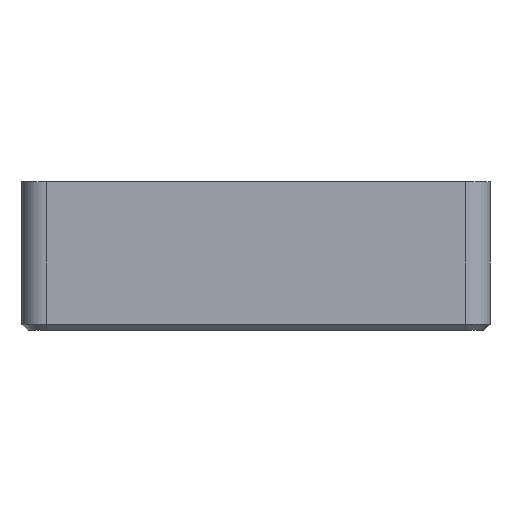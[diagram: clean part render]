
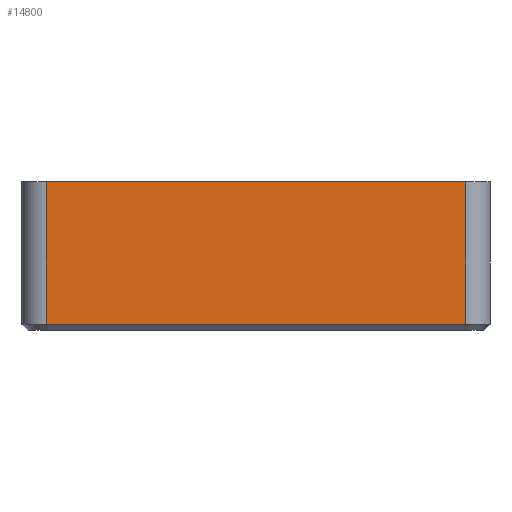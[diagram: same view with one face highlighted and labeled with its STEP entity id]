
A CAD part, front view. The second image highlights one B-rep face of the part: STEP entity #14800.
In plain terms, the highlighted planar face has unit normal (0, -1, 0).
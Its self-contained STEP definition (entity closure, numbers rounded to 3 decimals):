
#2030=FACE_OUTER_BOUND('',#2848,.T.);
#2848=EDGE_LOOP('',(#13617,#13618,#13619,#13620));
#4169=LINE('',#27983,#5561);
#4232=LINE('',#28150,#5624);
#4243=LINE('',#28186,#5635);
#4244=LINE('',#28188,#5636);
#5561=VECTOR('',#17371,10.);
#5624=VECTOR('',#17556,10.);
#5635=VECTOR('',#17601,10.);
#5636=VECTOR('',#17604,10.);
#7040=VERTEX_POINT('',#27980);
#7041=VERTEX_POINT('',#27982);
#7081=VERTEX_POINT('',#28143);
#7084=VERTEX_POINT('',#28148);
#9177=EDGE_CURVE('',#7040,#7041,#4169,.T.);
#9258=EDGE_CURVE('',#7084,#7081,#4232,.T.);
#9277=EDGE_CURVE('',#7081,#7040,#4243,.T.);
#9278=EDGE_CURVE('',#7041,#7084,#4244,.T.);
#13617=ORIENTED_EDGE('',*,*,#9258,.F.);
#13618=ORIENTED_EDGE('',*,*,#9278,.F.);
#13619=ORIENTED_EDGE('',*,*,#9177,.F.);
#13620=ORIENTED_EDGE('',*,*,#9277,.F.);
#14028=PLANE('',#15281);
#14800=ADVANCED_FACE('',(#2030),#14028,.T.);
#15281=AXIS2_PLACEMENT_3D('',#28187,#17602,#17603);
#17371=DIRECTION('',(1.,0.,0.));
#17556=DIRECTION('',(-1.,0.,0.));
#17601=DIRECTION('',(0.,0.,1.));
#17602=DIRECTION('center_axis',(0.,-1.,0.));
#17603=DIRECTION('ref_axis',(1.,0.,0.));
#17604=DIRECTION('',(0.,0.,-1.));
#27980=CARTESIAN_POINT('',(-34.35,-56.3,22.8));
#27982=CARTESIAN_POINT('',(34.35,-56.3,22.8));
#27983=CARTESIAN_POINT('',(38.35,-56.3,22.8));
#28143=CARTESIAN_POINT('',(-34.35,-56.3,-0.6));
#28148=CARTESIAN_POINT('',(34.35,-56.3,-0.6));
#28150=CARTESIAN_POINT('',(-19.175,-56.3,-0.6));
#28186=CARTESIAN_POINT('',(-34.35,-56.3,-1.6));
#28187=CARTESIAN_POINT('Origin',(-38.35,-56.3,-1.6));
#28188=CARTESIAN_POINT('',(34.35,-56.3,-1.6));
